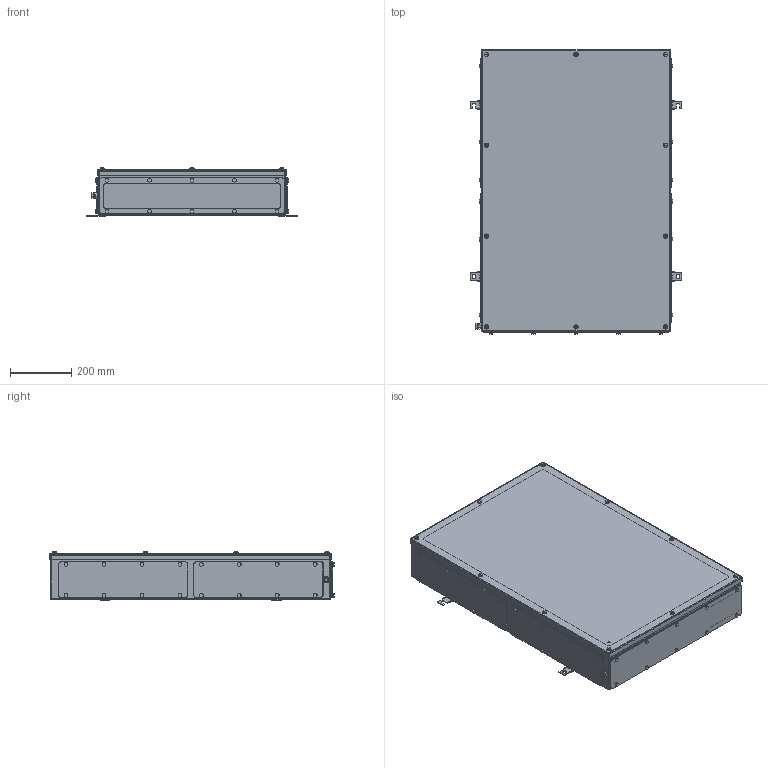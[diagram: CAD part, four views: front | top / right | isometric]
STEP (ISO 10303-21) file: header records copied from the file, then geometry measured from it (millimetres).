
FILE_DESCRIPTION(('CATIA V5 STEP Exchange','CAx-IF Rec.Pracs.--- Model Styling and Organization---1.4--- 2014-01-23'),'2;1');
FILE_NAME ('008702-4_5_1196630000_1196630000.stp','2019-09-25T09:36:29+00:00',('none'),('Weidmueller'),'CATIA Version 5-6 Release 2016 SP3 HF44','CATIA V5 STEP AP214','none');
FILE_SCHEMA(('AUTOMOTIVE_DESIGN { 1 0 10303 214 1 1 1 1 }'));
Products named in the file (1): 1196630000
Bounding box: 691 x 927.5 x 158.5 mm (x, y, z)
Volume: 3664871.9 mm3; surface area: 4071713.3 mm2
Topology: 149 solids, 149 shells, 3005 faces, 6886 edges, 4341 vertices
Faces by surface type: cylinder 1464, plane 1145, cone 374, sphere 16, torus 6
Entity records: 79624 total; most frequent: CARTESIAN_POINT 15680, ORIENTED_EDGE 13496, DIRECTION 10805, EDGE_CURVE 6748, AXIS2_PLACEMENT_3D 5059, VERTEX_POINT 4341, EDGE_LOOP 3657, VECTOR 3574
